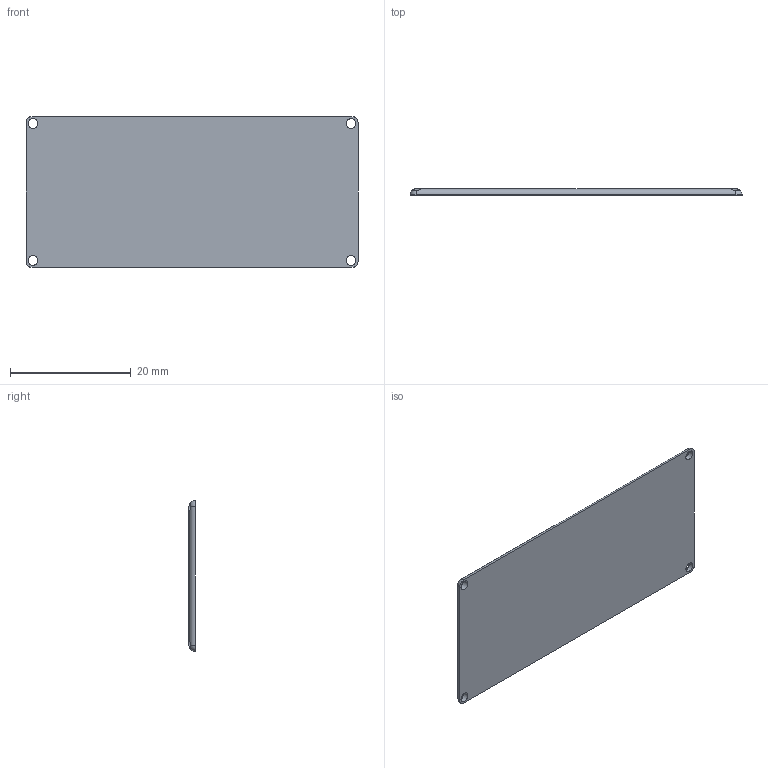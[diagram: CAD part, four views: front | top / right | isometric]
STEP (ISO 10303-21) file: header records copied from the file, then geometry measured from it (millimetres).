
FILE_DESCRIPTION(/* description */ (''),/* implementation_level */ '2;1');
FILE_NAME(/* name */ 'USB Keyboard Lid.step',/* time_stamp */ '2025-12-15T21:03:44+11:00',/* author */ (''),/* organization */ (''),/* preprocessor_version */ 'ST-DEVELOPER v20.1',/* originating_system */ 'Autodesk Translation Framework v14.21.0.0',/* authorisation */ '');
FILE_SCHEMA (('AUTOMOTIVE_DESIGN { 1 0 10303 214 3 1 1 }'));
Length unit declared in the file: millimetre
Products named in the file (1): 2025-12-15-13-05-30-879
Bounding box: 55 x 1 x 25 mm (x, y, z)
Volume: 1332.8 mm3; surface area: 2839.7 mm2
Topology: 1 solids, 1 shells, 14 faces, 48 edges, 32 vertices
Faces by surface type: cylinder 8, sphere 4, plane 2
Full cylindrical faces by diameter (mm): 1.6 x4
Entity records: 681 total; most frequent: CARTESIAN_POINT 221, ORIENTED_EDGE 96, DIRECTION 86, EDGE_CURVE 48, AXIS2_PLACEMENT_3D 37, VERTEX_POINT 32, CIRCLE 22, EDGE_LOOP 18
